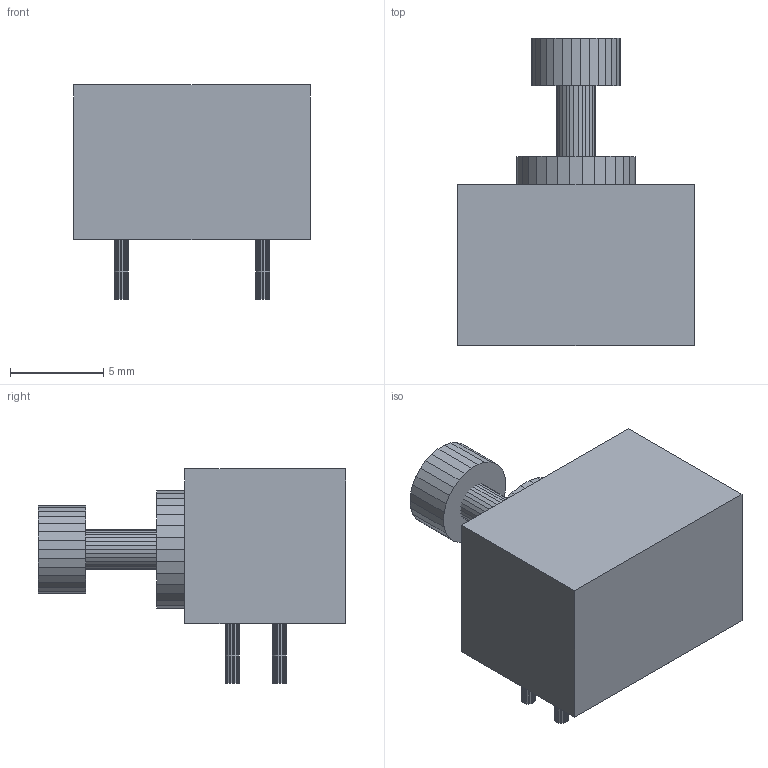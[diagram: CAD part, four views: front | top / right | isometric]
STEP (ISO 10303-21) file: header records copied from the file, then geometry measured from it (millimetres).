
FILE_DESCRIPTION(('FreeCAD Model'),'2;1');
FILE_NAME( '39-261 RED.step', '2020-12-15T10:07:03',('Author'),(''), 'Open CASCADE STEP processor 7.3','FreeCAD','Unknown');
FILE_SCHEMA(('AUTOMOTIVE_DESIGN { 1 0 10303 214 1 1 1 1 }'));
Length unit declared in the file: millimetre
Products named in the file (8): cube; prism002; prism003; prism005; prism006; prism; prism004; prism001
Bounding box: 12.7 x 16.51 x 11.51 mm (x, y, z)
Volume: 1045.8 mm3; surface area: 865 mm2
Topology: 8 solids, 8 shells, 230 faces, 642 edges, 428 vertices
Faces by surface type: plane 230
Entity records: 15719 total; most frequent: CARTESIAN_POINT 2585, DIRECTION 2388, LINE 1926, VECTOR 1926, ORIENTED_EDGE 1284, PCURVE 1284, DEFINITIONAL_REPRESENTATION 1284, EDGE_CURVE 642
